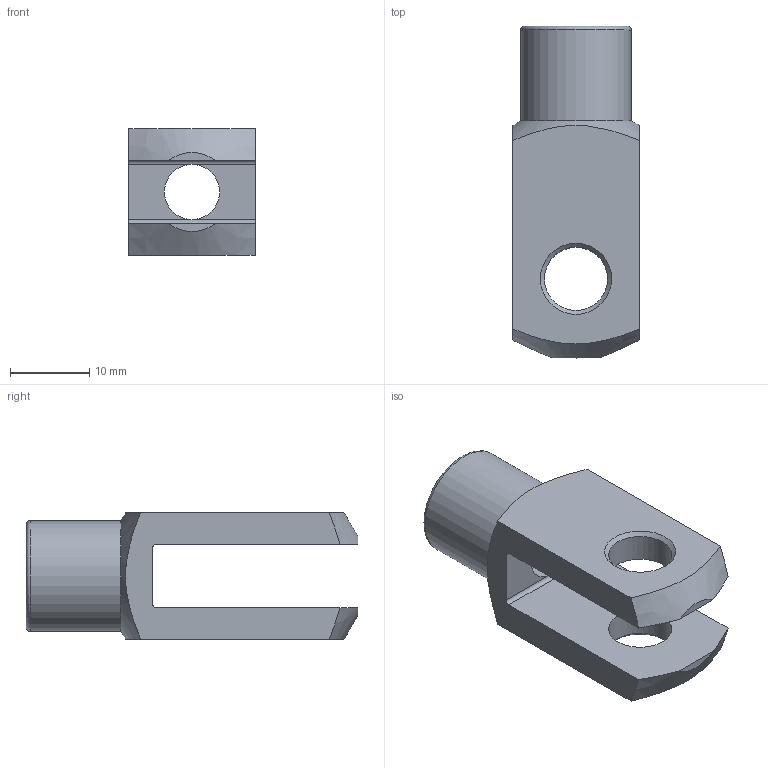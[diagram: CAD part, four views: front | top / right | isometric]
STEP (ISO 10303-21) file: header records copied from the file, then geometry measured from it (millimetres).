
FILE_DESCRIPTION(/* description */ (''),/* implementation_level */ '2;1');
FILE_NAME(/* name */ 'SG-21X.stp',/* time_stamp */ '2019-10-07T15:10:45+02:00',/* author */ (''),/* organization */ (''),/* preprocessor_version */ 'ST-DEVELOPER v15.2',/* originating_system */ 'Autodesk Translator Framework v2.0.0.5431',/* authorisation */ '');
FILE_SCHEMA (('AUTOMOTIVE_DESIGN { 1 0 10303 214 3 1 1 }'));
Length unit declared in the file: centimetre
Products named in the file (1): (Unsaved)
Bounding box: 16 x 42 x 16 mm (x, y, z)
Volume: 4887.9 mm3; surface area: 3425.4 mm2
Topology: 1 solids, 1 shells, 26 faces, 69 edges, 44 vertices
Faces by surface type: plane 11, cone 7, cylinder 7, torus 1
Full cylindrical faces by diameter (mm): 7 x1, 8 x2, 8.1 x1, 14 x1
Entity records: 727 total; most frequent: CARTESIAN_POINT 151, DIRECTION 114, ORIENTED_EDGE 106, EDGE_CURVE 53, AXIS2_PLACEMENT_3D 48, EDGE_LOOP 42, VERTEX_POINT 39, FACE_OUTER_BOUND 26
